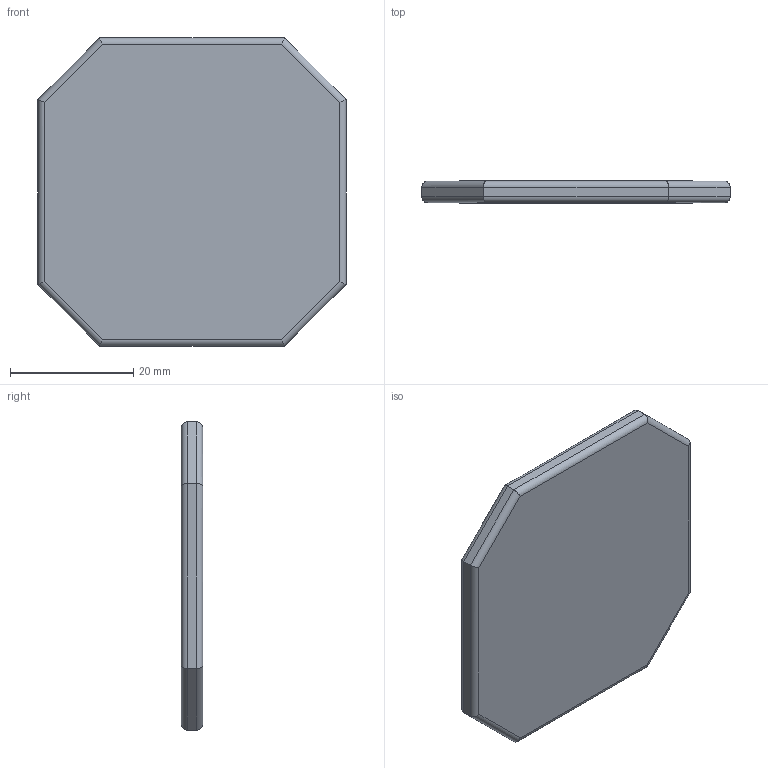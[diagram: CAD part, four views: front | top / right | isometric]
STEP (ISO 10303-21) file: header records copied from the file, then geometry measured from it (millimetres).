
FILE_DESCRIPTION(/* description */ (''),/* implementation_level */ '2;1');
FILE_NAME(/* name */ 'tomb_keeper.step',/* time_stamp */ '2022-02-09T17:59:37-06:00',/* author */ (''),/* organization */ (''),/* preprocessor_version */ 'ST-DEVELOPER v18.1',/* originating_system */ 'Autodesk Translation Framework v10.13.0.1454',/* authorisation */ '');
FILE_SCHEMA (('AUTOMOTIVE_DESIGN { 1 0 10303 214 3 1 1 }'));
Length unit declared in the file: millimetre
Products named in the file (1): Untitled
Bounding box: 50 x 3.5 x 50 mm (x, y, z)
Volume: 6664.5 mm3; surface area: 7787.4 mm2
Topology: 4 solids, 4 shells, 70 faces, 166 edges, 108 vertices
Faces by surface type: plane 43, cylinder 27
Full cylindrical faces by diameter (mm): 5.1 x4
Entity records: 2056 total; most frequent: DIRECTION 346, CARTESIAN_POINT 345, ORIENTED_EDGE 332, EDGE_CURVE 166, LINE 128, VECTOR 128, AXIS2_PLACEMENT_3D 109, VERTEX_POINT 108
